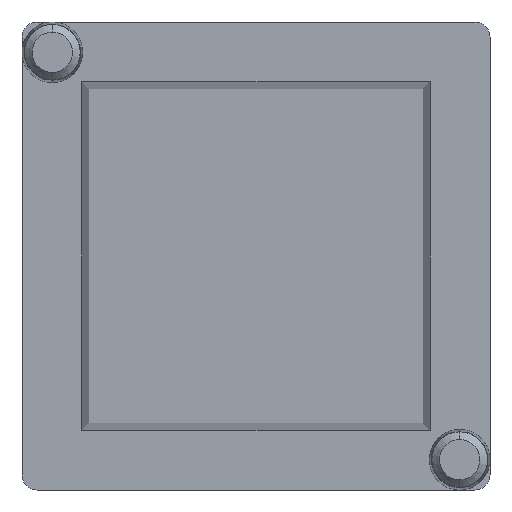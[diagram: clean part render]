
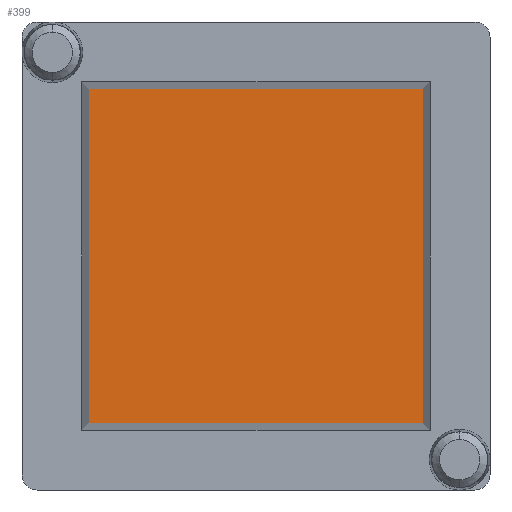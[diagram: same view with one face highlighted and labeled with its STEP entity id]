
A CAD part, front view. The second image highlights one B-rep face of the part: STEP entity #399.
In plain terms, the highlighted planar face has unit normal (0, -1, 0).
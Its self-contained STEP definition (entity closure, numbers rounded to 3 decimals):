
#7 = LINE ( 'NONE', #248, #923 ) ;
#19 = VERTEX_POINT ( 'NONE', #257 ) ;
#48 = PLANE ( 'NONE',  #141 ) ;
#76 = DIRECTION ( 'NONE',  ( 0., 0., -1. ) ) ;
#100 = CARTESIAN_POINT ( 'NONE',  ( 0., 2.067, 1.677 ) ) ;
#122 = CARTESIAN_POINT ( 'NONE',  ( 0., 2.067, -1.677 ) ) ;
#141 = AXIS2_PLACEMENT_3D ( 'NONE', #226, #1030, #387 ) ;
#192 = CARTESIAN_POINT ( 'NONE',  ( -1.677, 2.067, 1.677 ) ) ;
#205 = LINE ( 'NONE', #100, #1119 ) ;
#206 = ORIENTED_EDGE ( 'NONE', *, *, #630, .T. ) ;
#226 = CARTESIAN_POINT ( 'NONE',  ( 0., 2.067, 0. ) ) ;
#230 = VERTEX_POINT ( 'NONE', #498 ) ;
#248 = CARTESIAN_POINT ( 'NONE',  ( -1.677, 2.067, 0. ) ) ;
#257 = CARTESIAN_POINT ( 'NONE',  ( 1.677, 2.067, -1.677 ) ) ;
#272 = ORIENTED_EDGE ( 'NONE', *, *, #898, .T. ) ;
#278 = CARTESIAN_POINT ( 'NONE',  ( 1.677, 2.067, 0. ) ) ;
#380 = VECTOR ( 'NONE', #564, 1000. ) ;
#387 = DIRECTION ( 'NONE',  ( 0., 0., -1. ) ) ;
#399 = ADVANCED_FACE ( 'NONE', ( #646 ), #48, .T. ) ;
#407 = LINE ( 'NONE', #122, #380 ) ;
#418 = DIRECTION ( 'NONE',  ( -1., 0., 0. ) ) ;
#422 = EDGE_LOOP ( 'NONE', ( #206, #272, #528, #539 ) ) ;
#498 = CARTESIAN_POINT ( 'NONE',  ( -1.677, 2.067, -1.677 ) ) ;
#528 = ORIENTED_EDGE ( 'NONE', *, *, #784, .T. ) ;
#539 = ORIENTED_EDGE ( 'NONE', *, *, #752, .T. ) ;
#564 = DIRECTION ( 'NONE',  ( 1., 0., 0. ) ) ;
#602 = VECTOR ( 'NONE', #909, 1000. ) ;
#630 = EDGE_CURVE ( 'NONE', #791, #230, #7, .T. ) ;
#646 = FACE_OUTER_BOUND ( 'NONE', #422, .T. ) ;
#731 = CARTESIAN_POINT ( 'NONE',  ( 1.677, 2.067, 1.677 ) ) ;
#752 = EDGE_CURVE ( 'NONE', #944, #791, #205, .T. ) ;
#784 = EDGE_CURVE ( 'NONE', #19, #944, #1069, .T. ) ;
#791 = VERTEX_POINT ( 'NONE', #192 ) ;
#898 = EDGE_CURVE ( 'NONE', #230, #19, #407, .T. ) ;
#909 = DIRECTION ( 'NONE',  ( 0., 0., 1. ) ) ;
#923 = VECTOR ( 'NONE', #76, 1000. ) ;
#944 = VERTEX_POINT ( 'NONE', #731 ) ;
#1030 = DIRECTION ( 'NONE',  ( 0., -1., 0. ) ) ;
#1069 = LINE ( 'NONE', #278, #602 ) ;
#1119 = VECTOR ( 'NONE', #418, 1000. ) ;
